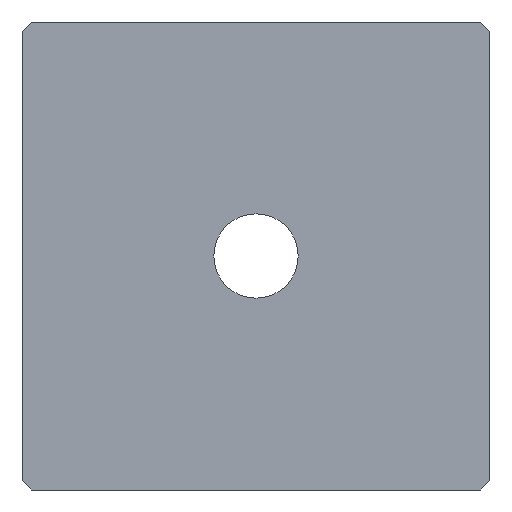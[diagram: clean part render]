
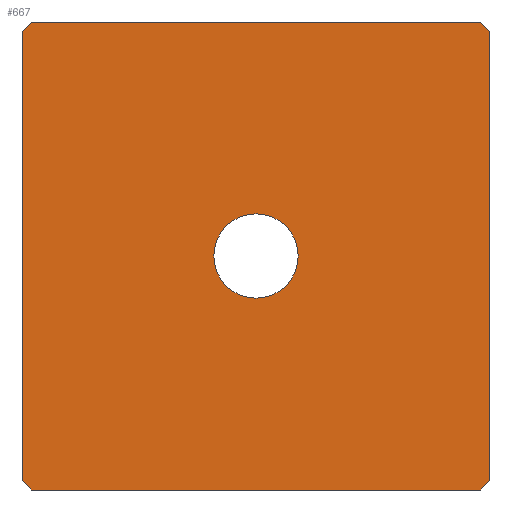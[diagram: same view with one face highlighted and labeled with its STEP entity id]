
A CAD part, front view. The second image highlights one B-rep face of the part: STEP entity #667.
In plain terms, the highlighted planar face has unit normal (0, -1, 0).
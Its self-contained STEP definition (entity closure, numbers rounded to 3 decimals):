
#27=FACE_BOUND('',#121,.T.);
#40=CIRCLE('',#730,2.25);
#79=FACE_OUTER_BOUND('',#120,.T.);
#120=EDGE_LOOP('',(#483,#484,#485,#486,#487,#488,#489,#490));
#121=EDGE_LOOP('',(#491));
#156=LINE('',#989,#220);
#161=LINE('',#1004,#225);
#164=LINE('',#1008,#228);
#165=LINE('',#1014,#229);
#170=LINE('',#1029,#234);
#173=LINE('',#1033,#237);
#180=LINE('',#1052,#244);
#181=LINE('',#1053,#245);
#220=VECTOR('',#785,10.);
#225=VECTOR('',#798,10.);
#228=VECTOR('',#803,10.);
#229=VECTOR('',#808,10.);
#234=VECTOR('',#821,10.);
#237=VECTOR('',#826,10.);
#244=VECTOR('',#843,10.);
#245=VECTOR('',#844,10.);
#284=VERTEX_POINT('',#987);
#285=VERTEX_POINT('',#988);
#290=VERTEX_POINT('',#1002);
#291=VERTEX_POINT('',#1003);
#293=VERTEX_POINT('',#1012);
#294=VERTEX_POINT('',#1013);
#299=VERTEX_POINT('',#1027);
#300=VERTEX_POINT('',#1028);
#308=VERTEX_POINT('',#1054);
#343=EDGE_CURVE('',#284,#285,#156,.T.);
#350=EDGE_CURVE('',#290,#291,#161,.T.);
#353=EDGE_CURVE('',#290,#285,#164,.T.);
#355=EDGE_CURVE('',#293,#294,#165,.T.);
#362=EDGE_CURVE('',#299,#300,#170,.T.);
#365=EDGE_CURVE('',#299,#291,#173,.T.);
#375=EDGE_CURVE('',#284,#294,#180,.T.);
#376=EDGE_CURVE('',#293,#300,#181,.T.);
#377=EDGE_CURVE('',#308,#308,#40,.T.);
#483=ORIENTED_EDGE('',*,*,#350,.F.);
#484=ORIENTED_EDGE('',*,*,#353,.T.);
#485=ORIENTED_EDGE('',*,*,#343,.F.);
#486=ORIENTED_EDGE('',*,*,#375,.T.);
#487=ORIENTED_EDGE('',*,*,#355,.F.);
#488=ORIENTED_EDGE('',*,*,#376,.T.);
#489=ORIENTED_EDGE('',*,*,#362,.F.);
#490=ORIENTED_EDGE('',*,*,#365,.T.);
#491=ORIENTED_EDGE('',*,*,#377,.F.);
#640=PLANE('',#729);
#667=ADVANCED_FACE('',(#79,#27),#640,.F.);
#729=AXIS2_PLACEMENT_3D('',#1051,#841,#842);
#730=AXIS2_PLACEMENT_3D('',#1055,#845,#846);
#785=DIRECTION('',(-0.707,0.,0.707));
#798=DIRECTION('',(0.707,0.,0.707));
#803=DIRECTION('',(0.,0.,-1.));
#808=DIRECTION('',(-0.707,0.,-0.707));
#821=DIRECTION('',(0.707,0.,-0.707));
#826=DIRECTION('',(-1.,0.,0.));
#841=DIRECTION('center_axis',(0.,1.,0.));
#842=DIRECTION('ref_axis',(-1.,0.,0.));
#843=DIRECTION('',(1.,0.,0.));
#844=DIRECTION('',(0.,0.,1.));
#845=DIRECTION('center_axis',(0.,-1.,0.));
#846=DIRECTION('ref_axis',(-1.,0.,0.));
#987=CARTESIAN_POINT('',(-12.,70.,5.25));
#988=CARTESIAN_POINT('',(-12.5,70.,5.75));
#989=CARTESIAN_POINT('',(-12.25,70.,5.5));
#1002=CARTESIAN_POINT('',(-12.5,70.,29.75));
#1003=CARTESIAN_POINT('',(-12.,70.,30.25));
#1004=CARTESIAN_POINT('',(-12.25,70.,30.));
#1008=CARTESIAN_POINT('',(-12.5,70.,30.25));
#1012=CARTESIAN_POINT('',(12.5,70.,5.75));
#1013=CARTESIAN_POINT('',(12.,70.,5.25));
#1014=CARTESIAN_POINT('',(12.25,70.,5.5));
#1027=CARTESIAN_POINT('',(12.,70.,30.25));
#1028=CARTESIAN_POINT('',(12.5,70.,29.75));
#1029=CARTESIAN_POINT('',(12.25,70.,30.));
#1033=CARTESIAN_POINT('',(12.5,70.,30.25));
#1051=CARTESIAN_POINT('Origin',(0.,70.,17.75));
#1052=CARTESIAN_POINT('',(-12.5,70.,5.25));
#1053=CARTESIAN_POINT('',(12.5,70.,5.25));
#1054=CARTESIAN_POINT('',(2.25,70.,17.75));
#1055=CARTESIAN_POINT('Origin',(0.,70.,17.75));
